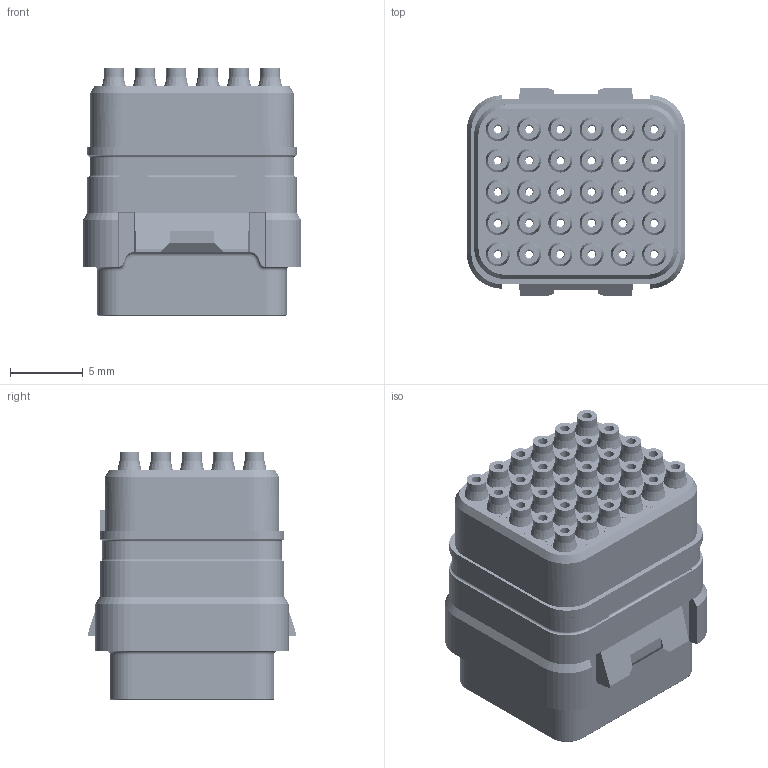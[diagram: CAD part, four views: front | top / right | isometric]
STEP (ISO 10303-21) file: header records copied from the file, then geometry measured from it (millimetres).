
FILE_DESCRIPTION((''),'2;1');
FILE_NAME('SIMM3023PN','2019-11-28T',('presta_be4'),(''),'CREO PARAMETRIC BY PTC INC, 2018360','CREO PARAMETRIC BY PTC INC, 2018360','');
FILE_SCHEMA(('CONFIG_CONTROL_DESIGN'));
Products named in the file (1): SIMM3023PN
Bounding box: 15 x 14.3 x 17.07 mm (x, y, z)
Volume: 1808.2 mm3; surface area: 4201.4 mm2
Topology: 1 solids, 1 shells, 3379 faces, 7858 edges, 4681 vertices
Faces by surface type: cylinder 904, plane 666, extrusion 557, torus 509, cone 492, bspline 251
Entity records: 101084 total; most frequent: CARTESIAN_POINT 24844, DIRECTION 15796, ORIENTED_EDGE 15716, EDGE_CURVE 7858, AXIS2_PLACEMENT_3D 6041, VERTEX_POINT 4681, EDGE_LOOP 3731, VECTOR 3714
